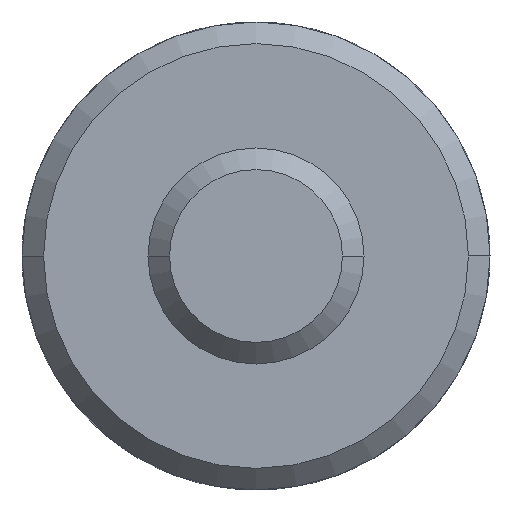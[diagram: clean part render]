
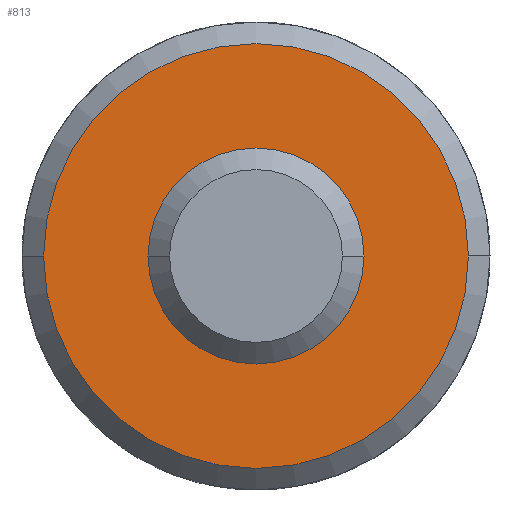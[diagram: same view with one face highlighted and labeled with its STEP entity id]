
A CAD part, left-side view. The second image highlights one B-rep face of the part: STEP entity #813.
In plain terms, the highlighted planar face has unit normal (-1, 0, 0).
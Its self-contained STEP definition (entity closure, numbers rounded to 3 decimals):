
#125=CARTESIAN_POINT('',(-15.,2.95,0.0));
#126=VERTEX_POINT('',#125);
#133=CARTESIAN_POINT('',(-15.,-2.95,0.));
#134=VERTEX_POINT('',#133);
#135=CARTESIAN_POINT('',(-15.,0.0,0.0));
#136=DIRECTION('',(1.0,0.0,0.0));
#137=DIRECTION('',(0.0,1.0,0.0));
#138=AXIS2_PLACEMENT_3D('',#135,#136,#137);
#139=CIRCLE('',#138,2.95);
#140=EDGE_CURVE('',#126,#134,#139,.T.);
#159=CARTESIAN_POINT('',(-15.,1.25,0.0));
#160=VERTEX_POINT('',#159);
#176=CARTESIAN_POINT('',(-15.,-1.25,0.));
#177=VERTEX_POINT('',#176);
#184=CARTESIAN_POINT('',(-15.,0.0,0.0));
#185=DIRECTION('',(1.0,0.0,0.0));
#186=DIRECTION('',(0.0,1.0,0.0));
#187=AXIS2_PLACEMENT_3D('',#184,#185,#186);
#188=CIRCLE('',#187,1.25);
#189=EDGE_CURVE('',#160,#177,#188,.T.);
#782=CARTESIAN_POINT('',(-15.,0.0,0.0));
#783=DIRECTION('',(1.0,0.0,0.0));
#784=DIRECTION('',(0.0,1.0,0.0));
#785=AXIS2_PLACEMENT_3D('',#782,#783,#784);
#786=CIRCLE('',#785,1.25);
#787=EDGE_CURVE('',#177,#160,#786,.T.);
#794=CARTESIAN_POINT('',(-15.,2.1,0.0));
#795=DIRECTION('',(-1.0,0.0,0.0));
#796=DIRECTION('',(0.0,0.0,1.0));
#797=AXIS2_PLACEMENT_3D('',#794,#795,#796);
#798=PLANE('',#797);
#799=ORIENTED_EDGE('',*,*,#140,.F.);
#800=CARTESIAN_POINT('',(-15.,0.0,0.0));
#801=DIRECTION('',(1.0,0.0,0.0));
#802=DIRECTION('',(0.0,1.0,0.0));
#803=AXIS2_PLACEMENT_3D('',#800,#801,#802);
#804=CIRCLE('',#803,2.95);
#805=EDGE_CURVE('',#134,#126,#804,.T.);
#806=ORIENTED_EDGE('',*,*,#805,.F.);
#807=EDGE_LOOP('',(#799,#806));
#808=FACE_OUTER_BOUND('',#807,.T.);
#809=ORIENTED_EDGE('',*,*,#189,.T.);
#810=ORIENTED_EDGE('',*,*,#787,.T.);
#811=EDGE_LOOP('',(#809,#810));
#812=FACE_BOUND('',#811,.T.);
#813=ADVANCED_FACE('',(#808,#812),#798,.T.);
